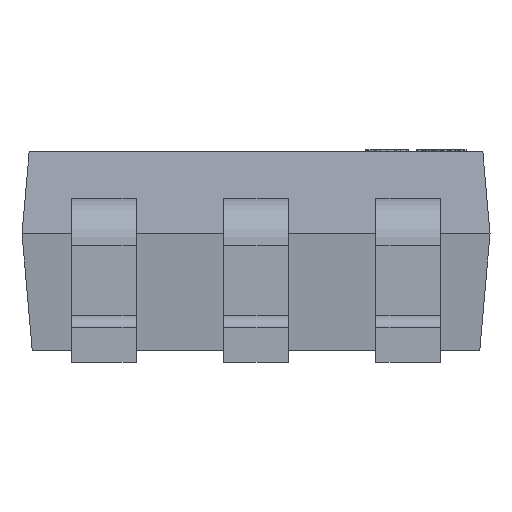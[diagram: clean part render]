
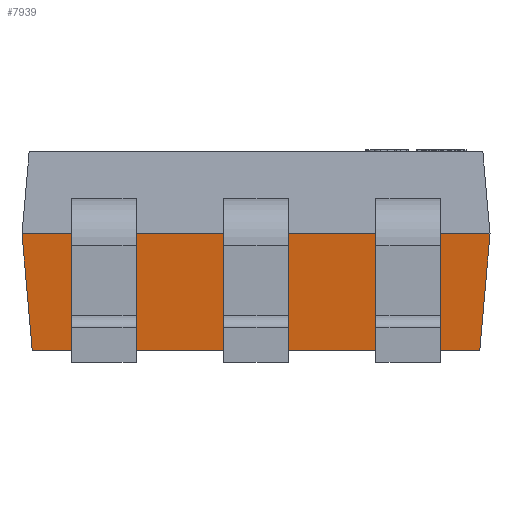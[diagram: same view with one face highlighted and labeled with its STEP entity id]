
A CAD part, front view. The second image highlights one B-rep face of the part: STEP entity #7939.
In plain terms, the highlighted planar face has unit normal (0, -0.996, -0.087).
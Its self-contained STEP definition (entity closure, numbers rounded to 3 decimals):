
#30 = LINE ( 'NONE', #14015, #14006 ) ;
#186 = ORIENTED_EDGE ( 'NONE', *, *, #12430, .F. ) ;
#411 = CARTESIAN_POINT ( 'NONE',  ( -1., -0.625, 0. ) ) ;
#533 = CARTESIAN_POINT ( 'NONE',  ( -1., -0.581, -0.5 ) ) ;
#1208 = DIRECTION ( 'NONE',  ( 0., 0.087, -0.996 ) ) ;
#1352 = LINE ( 'NONE', #7221, #12701 ) ;
#1355 = CARTESIAN_POINT ( 'NONE',  ( 1., -0.625, 0. ) ) ;
#1552 = AXIS2_PLACEMENT_3D ( 'NONE', #12892, #11730, #1208 ) ;
#1659 = VECTOR ( 'NONE', #5695, 1000. ) ;
#2022 = CARTESIAN_POINT ( 'NONE',  ( -0.512, -0.625, 0. ) ) ;
#2090 = EDGE_CURVE ( 'NONE', #2601, #11865, #5684, .T. ) ;
#2476 = VECTOR ( 'NONE', #6433, 1000. ) ;
#2601 = VERTEX_POINT ( 'NONE', #6827 ) ;
#2635 = LINE ( 'NONE', #411, #11706 ) ;
#2737 = ORIENTED_EDGE ( 'NONE', *, *, #4531, .T. ) ;
#2835 = EDGE_CURVE ( 'NONE', #11865, #6506, #2635, .T. ) ;
#3461 = DIRECTION ( 'NONE',  ( 0.087, -0.087, 0.992 ) ) ;
#3491 = VERTEX_POINT ( 'NONE', #1355 ) ;
#3523 = VERTEX_POINT ( 'NONE', #9311 ) ;
#3856 = DIRECTION ( 'NONE',  ( 1., 0., 0. ) ) ;
#3901 = LINE ( 'NONE', #533, #2476 ) ;
#4176 = VERTEX_POINT ( 'NONE', #14222 ) ;
#4531 = EDGE_CURVE ( 'NONE', #3523, #5019, #3901, .T. ) ;
#4970 = LINE ( 'NONE', #9655, #5103 ) ;
#5019 = VERTEX_POINT ( 'NONE', #14192 ) ;
#5103 = VECTOR ( 'NONE', #7571, 1000. ) ;
#5295 = ORIENTED_EDGE ( 'NONE', *, *, #14360, .F. ) ;
#5684 = LINE ( 'NONE', #13999, #11524 ) ;
#5695 = DIRECTION ( 'NONE',  ( 1., 0., 0. ) ) ;
#5841 = EDGE_CURVE ( 'NONE', #5019, #3491, #8232, .T. ) ;
#5875 = VERTEX_POINT ( 'NONE', #7077 ) ;
#5953 = ORIENTED_EDGE ( 'NONE', *, *, #11303, .F. ) ;
#6358 = ORIENTED_EDGE ( 'NONE', *, *, #5841, .T. ) ;
#6433 = DIRECTION ( 'NONE',  ( 1., 0., 0. ) ) ;
#6506 = VERTEX_POINT ( 'NONE', #6952 ) ;
#6605 = EDGE_CURVE ( 'NONE', #4176, #9686, #7103, .T. ) ;
#6827 = CARTESIAN_POINT ( 'NONE',  ( 0.138, -0.625, 0. ) ) ;
#6952 = CARTESIAN_POINT ( 'NONE',  ( 0.787, -0.625, 0. ) ) ;
#7077 = CARTESIAN_POINT ( 'NONE',  ( -0.138, -0.625, 0. ) ) ;
#7103 = LINE ( 'NONE', #14083, #15167 ) ;
#7221 = CARTESIAN_POINT ( 'NONE',  ( -1., -0.625, 0. ) ) ;
#7571 = DIRECTION ( 'NONE',  ( 1., 0., 0. ) ) ;
#7939 = ADVANCED_FACE ( 'NONE', ( #13891 ), #8141, .T. ) ;
#8141 = PLANE ( 'NONE',  #1552 ) ;
#8185 = DIRECTION ( 'NONE',  ( -0.087, -0.087, 0.992 ) ) ;
#8232 = LINE ( 'NONE', #10388, #13599 ) ;
#8457 = DIRECTION ( 'NONE',  ( 1., 0., 0. ) ) ;
#8895 = ORIENTED_EDGE ( 'NONE', *, *, #6605, .F. ) ;
#9311 = CARTESIAN_POINT ( 'NONE',  ( -0.956, -0.581, -0.5 ) ) ;
#9616 = ORIENTED_EDGE ( 'NONE', *, *, #10168, .F. ) ;
#9655 = CARTESIAN_POINT ( 'NONE',  ( -1., -0.625, 0. ) ) ;
#9686 = VERTEX_POINT ( 'NONE', #13066 ) ;
#10049 = CARTESIAN_POINT ( 'NONE',  ( -1., -0.625, 0. ) ) ;
#10168 = EDGE_CURVE ( 'NONE', #6506, #3491, #10336, .T. ) ;
#10220 = ORIENTED_EDGE ( 'NONE', *, *, #2835, .F. ) ;
#10325 = DIRECTION ( 'NONE',  ( 1., 0., 0. ) ) ;
#10336 = LINE ( 'NONE', #12711, #1659 ) ;
#10388 = CARTESIAN_POINT ( 'NONE',  ( 0.985, -0.61, -0.172 ) ) ;
#10832 = DIRECTION ( 'NONE',  ( 1., 0., 0. ) ) ;
#11303 = EDGE_CURVE ( 'NONE', #9686, #14239, #1352, .T. ) ;
#11412 = CARTESIAN_POINT ( 'NONE',  ( 0.512, -0.625, 0. ) ) ;
#11524 = VECTOR ( 'NONE', #10325, 1000. ) ;
#11706 = VECTOR ( 'NONE', #3856, 1000. ) ;
#11730 = DIRECTION ( 'NONE',  ( 0., -0.996, -0.087 ) ) ;
#11861 = ORIENTED_EDGE ( 'NONE', *, *, #12969, .F. ) ;
#11865 = VERTEX_POINT ( 'NONE', #11412 ) ;
#12430 = EDGE_CURVE ( 'NONE', #5875, #2601, #4970, .T. ) ;
#12701 = VECTOR ( 'NONE', #8457, 1000. ) ;
#12711 = CARTESIAN_POINT ( 'NONE',  ( -1., -0.625, 0. ) ) ;
#12785 = ORIENTED_EDGE ( 'NONE', *, *, #2090, .F. ) ;
#12892 = CARTESIAN_POINT ( 'NONE',  ( -1., -0.625, 0. ) ) ;
#12969 = EDGE_CURVE ( 'NONE', #14239, #5875, #13576, .T. ) ;
#13066 = CARTESIAN_POINT ( 'NONE',  ( -0.787, -0.625, 0. ) ) ;
#13277 = DIRECTION ( 'NONE',  ( 1., 0., 0. ) ) ;
#13502 = EDGE_LOOP ( 'NONE', ( #8895, #5295, #2737, #6358, #9616, #10220, #12785, #186, #11861, #5953 ) ) ;
#13576 = LINE ( 'NONE', #10049, #15159 ) ;
#13599 = VECTOR ( 'NONE', #3461, 1000. ) ;
#13891 = FACE_OUTER_BOUND ( 'NONE', #13502, .T. ) ;
#13999 = CARTESIAN_POINT ( 'NONE',  ( -1., -0.625, 0. ) ) ;
#14006 = VECTOR ( 'NONE', #8185, 1000. ) ;
#14015 = CARTESIAN_POINT ( 'NONE',  ( -1., -0.625, 0. ) ) ;
#14083 = CARTESIAN_POINT ( 'NONE',  ( -1., -0.625, 0. ) ) ;
#14192 = CARTESIAN_POINT ( 'NONE',  ( 0.956, -0.581, -0.5 ) ) ;
#14222 = CARTESIAN_POINT ( 'NONE',  ( -1., -0.625, 0. ) ) ;
#14239 = VERTEX_POINT ( 'NONE', #2022 ) ;
#14360 = EDGE_CURVE ( 'NONE', #3523, #4176, #30, .T. ) ;
#15159 = VECTOR ( 'NONE', #13277, 1000. ) ;
#15167 = VECTOR ( 'NONE', #10832, 1000. ) ;
